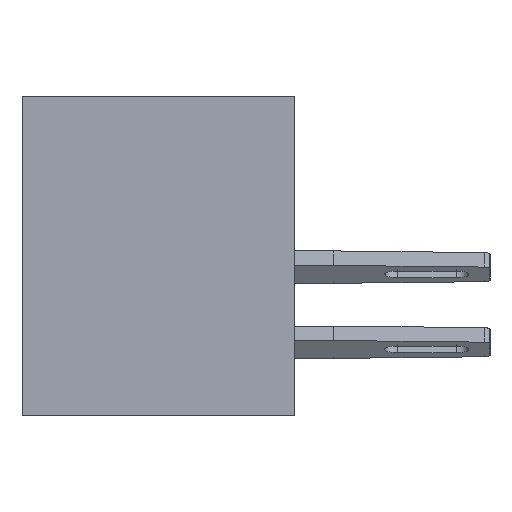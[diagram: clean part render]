
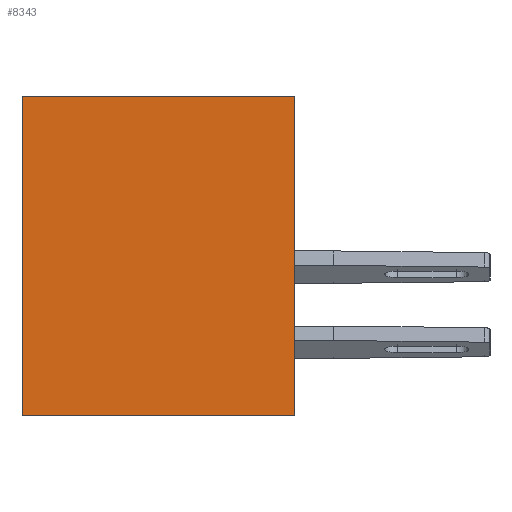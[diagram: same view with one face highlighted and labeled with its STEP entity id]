
A CAD part, left-side view. The second image highlights one B-rep face of the part: STEP entity #8343.
In plain terms, the highlighted planar face has unit normal (-1, 0, 0).
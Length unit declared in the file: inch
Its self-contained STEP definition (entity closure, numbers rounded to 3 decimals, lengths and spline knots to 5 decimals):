
#61 = DIRECTION ( 'NONE',  ( 0., -1., 0. ) ) ;
#192 = CARTESIAN_POINT ( 'NONE',  ( 0., 0.453, 0. ) ) ;
#841 = DIRECTION ( 'NONE',  ( 0., 0., -1. ) ) ;
#1254 = CARTESIAN_POINT ( 'NONE',  ( 0., 0.453, -0.531 ) ) ;
#2163 = CARTESIAN_POINT ( 'NONE',  ( 0., 0.453, 0. ) ) ;
#2407 = DIRECTION ( 'NONE',  ( 1., 0., 0. ) ) ;
#2866 = VERTEX_POINT ( 'NONE', #16213 ) ;
#2937 = ORIENTED_EDGE ( 'NONE', *, *, #18360, .T. ) ;
#2972 = VERTEX_POINT ( 'NONE', #13779 ) ;
#3206 = LINE ( 'NONE', #14448, #16800 ) ;
#3650 = LINE ( 'NONE', #192, #17513 ) ;
#5470 = DIRECTION ( 'NONE',  ( 0., 0., 1. ) ) ;
#5554 = DIRECTION ( 'NONE',  ( 0., 0., 1. ) ) ;
#7414 = VERTEX_POINT ( 'NONE', #17110 ) ;
#8343 = ADVANCED_FACE ( 'NONE', ( #17354 ), #14328, .F. ) ;
#9600 = CARTESIAN_POINT ( 'NONE',  ( 0., 0., -0.531 ) ) ;
#10225 = DIRECTION ( 'NONE',  ( 0., -1., 0. ) ) ;
#10832 = VECTOR ( 'NONE', #5554, 39.37008 ) ;
#11113 = ORIENTED_EDGE ( 'NONE', *, *, #12938, .F. ) ;
#11317 = LINE ( 'NONE', #2163, #10832 ) ;
#11336 = LINE ( 'NONE', #1254, #12966 ) ;
#11828 = AXIS2_PLACEMENT_3D ( 'NONE', #17270, #2407, #841 ) ;
#12938 = EDGE_CURVE ( 'NONE', #2972, #2866, #3650, .T. ) ;
#12966 = VECTOR ( 'NONE', #10225, 39.37008 ) ;
#13272 = EDGE_LOOP ( 'NONE', ( #2937, #11113, #18660, #13300 ) ) ;
#13300 = ORIENTED_EDGE ( 'NONE', *, *, #14488, .T. ) ;
#13779 = CARTESIAN_POINT ( 'NONE',  ( 0., 0.453, 0. ) ) ;
#14328 = PLANE ( 'NONE',  #11828 ) ;
#14448 = CARTESIAN_POINT ( 'NONE',  ( 0., 0., 0. ) ) ;
#14488 = EDGE_CURVE ( 'NONE', #7414, #16070, #11336, .T. ) ;
#15066 = EDGE_CURVE ( 'NONE', #7414, #2972, #11317, .T. ) ;
#16070 = VERTEX_POINT ( 'NONE', #9600 ) ;
#16213 = CARTESIAN_POINT ( 'NONE',  ( 0., 0., 0. ) ) ;
#16800 = VECTOR ( 'NONE', #5470, 39.37008 ) ;
#17110 = CARTESIAN_POINT ( 'NONE',  ( 0., 0.453, -0.531 ) ) ;
#17270 = CARTESIAN_POINT ( 'NONE',  ( 0., 0.453, 0. ) ) ;
#17354 = FACE_OUTER_BOUND ( 'NONE', #13272, .T. ) ;
#17513 = VECTOR ( 'NONE', #61, 39.37008 ) ;
#18360 = EDGE_CURVE ( 'NONE', #16070, #2866, #3206, .T. ) ;
#18660 = ORIENTED_EDGE ( 'NONE', *, *, #15066, .F. ) ;
